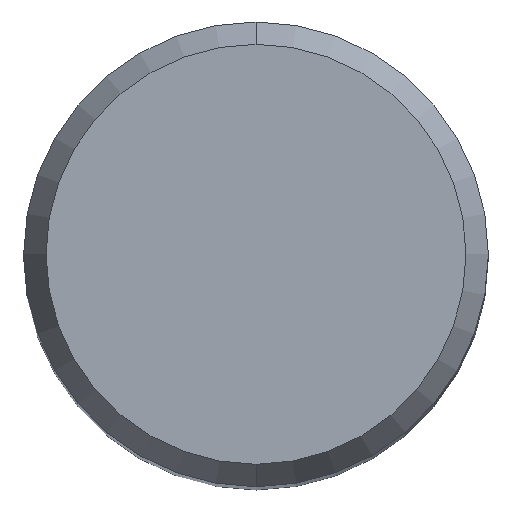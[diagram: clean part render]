
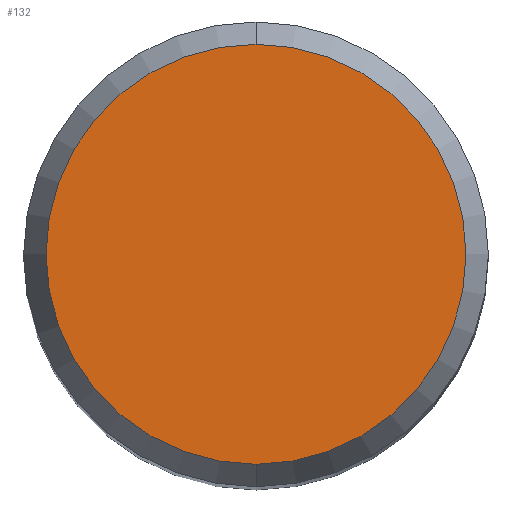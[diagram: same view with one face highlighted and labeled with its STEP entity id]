
A CAD part, top view. The second image highlights one B-rep face of the part: STEP entity #132.
In plain terms, the highlighted planar face has unit normal (0, 0, 1).
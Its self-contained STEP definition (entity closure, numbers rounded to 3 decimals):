
#132=ADVANCED_FACE('',(#276),#277,.T.);
#138=EDGE_CURVE('',#172,#170,#283,.T.);
#170=VERTEX_POINT('',#319);
#172=VERTEX_POINT('',#321);
#174=EDGE_CURVE('',#170,#172,#323,.T.);
#276=FACE_OUTER_BOUND('',#432,.T.);
#277=PLANE('',#433);
#283=CIRCLE('',#443,4.304);
#319=CARTESIAN_POINT('',(0.0,4.304,0.01));
#321=CARTESIAN_POINT('',(0.,-4.304,0.01));
#323=CIRCLE('',#494,4.304);
#432=EDGE_LOOP('',(#604,#605));
#433=AXIS2_PLACEMENT_3D('',#606,#607,#608);
#443=AXIS2_PLACEMENT_3D('',#613,#614,#615);
#494=AXIS2_PLACEMENT_3D('',#658,#659,#660);
#604=ORIENTED_EDGE('',*,*,#174,.F.);
#605=ORIENTED_EDGE('',*,*,#138,.F.);
#606=CARTESIAN_POINT('',(0.0,2.152,0.01));
#607=DIRECTION('',(-0.0,0.0,1.0));
#608=DIRECTION('',(0.0,-1.0,0.0));
#613=CARTESIAN_POINT('',(0.0,0.0,0.01));
#614=DIRECTION('',(0.0,0.0,-1.0));
#615=DIRECTION('',(0.0,1.0,0.0));
#658=CARTESIAN_POINT('',(0.0,0.0,0.01));
#659=DIRECTION('',(0.0,0.0,-1.0));
#660=DIRECTION('',(0.0,1.0,0.0));
